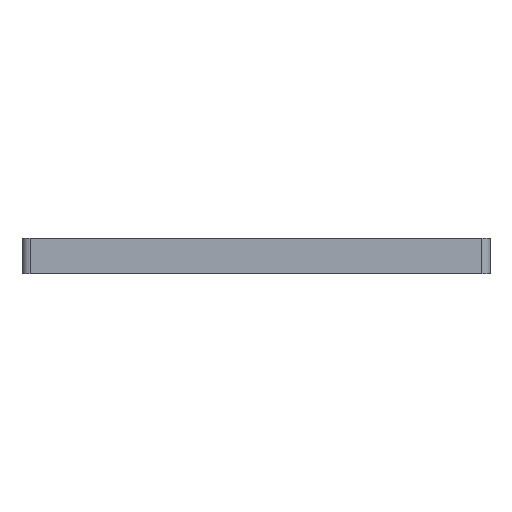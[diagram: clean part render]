
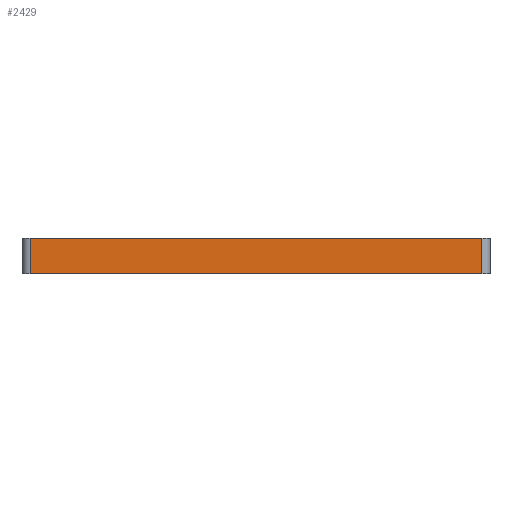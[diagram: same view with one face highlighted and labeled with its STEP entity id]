
A CAD part, left-side view. The second image highlights one B-rep face of the part: STEP entity #2429.
In plain terms, the highlighted planar face has unit normal (-1, 0, 0).
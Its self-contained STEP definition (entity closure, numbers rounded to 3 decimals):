
#2113=CARTESIAN_POINT('',(-120.,96.5,-7.5));
#2114=VERTEX_POINT('',#2113);
#2115=CARTESIAN_POINT('',(-120.,-96.5,-7.5));
#2116=VERTEX_POINT('',#2115);
#2117=CARTESIAN_POINT('',(-120.,96.5,-7.5));
#2118=DIRECTION('',(0.0,-1.0,0.0));
#2119=VECTOR('',#2118,193.0);
#2120=LINE('',#2117,#2119);
#2121=EDGE_CURVE('',#2114,#2116,#2120,.T.);
#2386=CARTESIAN_POINT('',(-120.,-96.5,7.5));
#2387=VERTEX_POINT('',#2386);
#2395=CARTESIAN_POINT('',(-120.,-96.5,-7.5));
#2396=DIRECTION('',(0.0,0.0,1.0));
#2397=VECTOR('',#2396,15.0);
#2398=LINE('',#2395,#2397);
#2399=EDGE_CURVE('',#2116,#2387,#2398,.T.);
#2406=CARTESIAN_POINT('',(-120.,-96.5,0.0));
#2407=DIRECTION('',(-1.0,0.0,0.0));
#2408=DIRECTION('',(0.0,0.0,1.0));
#2409=AXIS2_PLACEMENT_3D('',#2406,#2407,#2408);
#2410=PLANE('',#2409);
#2411=CARTESIAN_POINT('',(-120.,96.5,7.5));
#2412=VERTEX_POINT('',#2411);
#2413=CARTESIAN_POINT('',(-120.,-96.5,7.5));
#2414=DIRECTION('',(0.0,1.0,0.0));
#2415=VECTOR('',#2414,193.0);
#2416=LINE('',#2413,#2415);
#2417=EDGE_CURVE('',#2387,#2412,#2416,.T.);
#2418=ORIENTED_EDGE('',*,*,#2417,.T.);
#2419=CARTESIAN_POINT('',(-120.,96.5,-7.5));
#2420=DIRECTION('',(0.0,0.0,1.0));
#2421=VECTOR('',#2420,15.0);
#2422=LINE('',#2419,#2421);
#2423=EDGE_CURVE('',#2114,#2412,#2422,.T.);
#2424=ORIENTED_EDGE('',*,*,#2423,.F.);
#2425=ORIENTED_EDGE('',*,*,#2121,.T.);
#2426=ORIENTED_EDGE('',*,*,#2399,.T.);
#2427=EDGE_LOOP('',(#2418,#2424,#2425,#2426));
#2428=FACE_OUTER_BOUND('',#2427,.T.);
#2429=ADVANCED_FACE('',(#2428),#2410,.T.);
